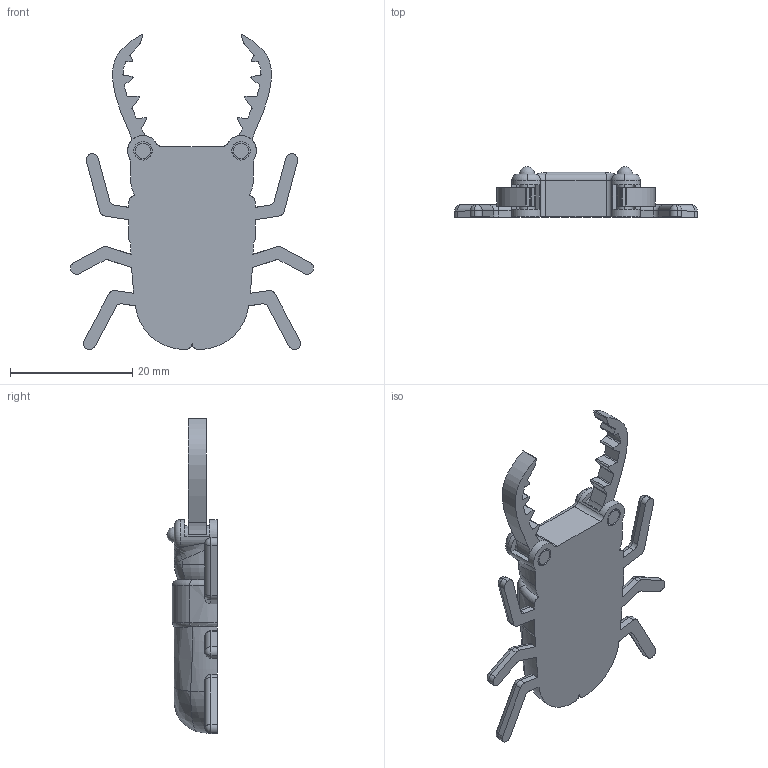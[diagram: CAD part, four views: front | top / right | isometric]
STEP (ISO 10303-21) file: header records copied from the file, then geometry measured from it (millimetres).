
FILE_DESCRIPTION (( 'STEP AP214' ), '1' );
FILE_NAME ('クワガタ.STEP', '2013-09-28T02:23:20', ( '' ), ( '' ), 'SwSTEP 2.0', 'SolidWorks 2013', '' );
FILE_SCHEMA (( 'AUTOMOTIVE_DESIGN' ));
Length unit declared in the file: millimetre
Products named in the file (4): クワガタ角-02; クワガタ角-1; クワガタ本体; クワガタ
Assembly tree (3 placements, depth 2):
  クワガタ
    クワガタ本体
    クワガタ角-1
    クワガタ角-02
Bounding box: 39.67 x 8.2 x 51.45 mm (x, y, z)
Volume: 4408.9 mm3; surface area: 3001.3 mm2
Topology: 3 solids, 3 shells, 279 faces, 731 edges, 440 vertices
Faces by surface type: cylinder 134, plane 69, bspline 30, torus 26, sphere 20
Entity records: 9531 total; most frequent: CARTESIAN_POINT 2706, DIRECTION 1439, ORIENTED_EDGE 1410, EDGE_CURVE 705, AXIS2_PLACEMENT_3D 573, VERTEX_POINT 436, CIRCLE 318, VECTOR 293
